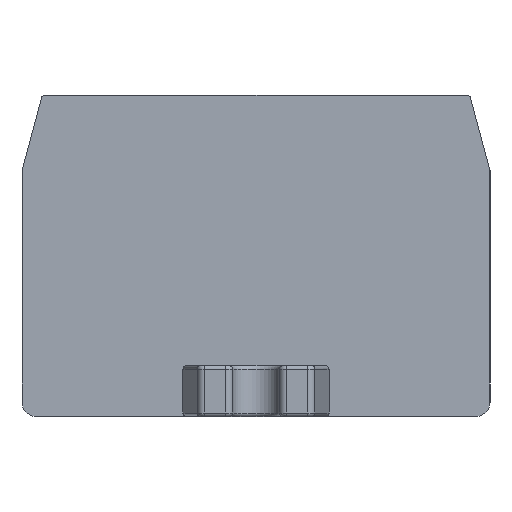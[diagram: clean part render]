
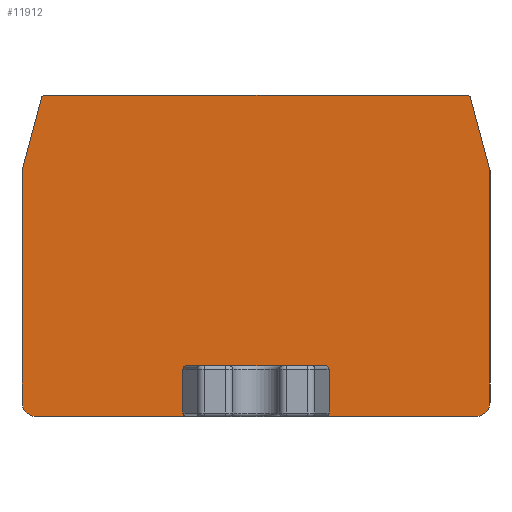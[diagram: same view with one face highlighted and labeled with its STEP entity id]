
A CAD part, front view. The second image highlights one B-rep face of the part: STEP entity #11912.
In plain terms, the highlighted planar face has unit normal (0, -1, 0).
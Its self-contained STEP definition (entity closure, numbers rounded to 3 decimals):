
#186=ELLIPSE('',#12084,0.254,0.25);
#187=ELLIPSE('',#12095,0.254,0.25);
#188=ELLIPSE('',#12142,0.254,0.25);
#189=ELLIPSE('',#12145,0.254,0.25);
#275=CIRCLE('',#12086,1.);
#277=CIRCLE('',#12089,1.);
#302=CIRCLE('',#12135,0.25);
#304=CIRCLE('',#12138,0.25);
#2576=ORIENTED_EDGE('',*,*,#3136,.T.);
#2577=ORIENTED_EDGE('',*,*,#3087,.T.);
#2578=ORIENTED_EDGE('',*,*,#3085,.T.);
#2579=ORIENTED_EDGE('',*,*,#3074,.T.);
#2580=ORIENTED_EDGE('',*,*,#3119,.T.);
#2581=ORIENTED_EDGE('',*,*,#3123,.T.);
#2582=ORIENTED_EDGE('',*,*,#3134,.T.);
#2583=ORIENTED_EDGE('',*,*,#4155,.T.);
#2584=ORIENTED_EDGE('',*,*,#3130,.T.);
#2585=ORIENTED_EDGE('',*,*,#3127,.T.);
#2586=ORIENTED_EDGE('',*,*,#3129,.T.);
#2587=ORIENTED_EDGE('',*,*,#3071,.T.);
#2588=ORIENTED_EDGE('',*,*,#3078,.T.);
#2589=ORIENTED_EDGE('',*,*,#3068,.T.);
#2590=ORIENTED_EDGE('',*,*,#3144,.F.);
#2591=ORIENTED_EDGE('',*,*,#3142,.T.);
#2592=ORIENTED_EDGE('',*,*,#3140,.T.);
#2593=ORIENTED_EDGE('',*,*,#3138,.T.);
#3068=EDGE_CURVE('',#4251,#4250,#186,.F.);
#3071=EDGE_CURVE('',#4254,#4252,#275,.T.);
#3074=EDGE_CURVE('',#4256,#4257,#277,.T.);
#3078=EDGE_CURVE('',#4252,#4251,#5036,.T.);
#3085=EDGE_CURVE('',#4264,#4256,#5041,.T.);
#3087=EDGE_CURVE('',#4265,#4264,#187,.F.);
#3119=EDGE_CURVE('',#4257,#4282,#5053,.T.);
#3123=EDGE_CURVE('',#4282,#4285,#5057,.T.);
#3127=EDGE_CURVE('',#4287,#4289,#5061,.T.);
#3129=EDGE_CURVE('',#4289,#4254,#5063,.T.);
#3130=EDGE_CURVE('',#4290,#4287,#302,.T.);
#3134=EDGE_CURVE('',#4285,#4293,#304,.T.);
#3136=EDGE_CURVE('',#4294,#4265,#5066,.T.);
#3138=EDGE_CURVE('',#4295,#4294,#188,.F.);
#3140=EDGE_CURVE('',#4296,#4295,#5069,.T.);
#3142=EDGE_CURVE('',#4297,#4296,#189,.F.);
#3144=EDGE_CURVE('',#4297,#4250,#5072,.T.);
#4155=EDGE_CURVE('',#4293,#4290,#5823,.T.);
#4250=VERTEX_POINT('',#15292);
#4251=VERTEX_POINT('',#15294);
#4252=VERTEX_POINT('',#15298);
#4254=VERTEX_POINT('',#15301);
#4256=VERTEX_POINT('',#15307);
#4257=VERTEX_POINT('',#15308);
#4264=VERTEX_POINT('',#15327);
#4265=VERTEX_POINT('',#15331);
#4282=VERTEX_POINT('',#15393);
#4285=VERTEX_POINT('',#15401);
#4287=VERTEX_POINT('',#15406);
#4289=VERTEX_POINT('',#15410);
#4290=VERTEX_POINT('',#15417);
#4293=VERTEX_POINT('',#15424);
#4294=VERTEX_POINT('',#15429);
#4295=VERTEX_POINT('',#15433);
#4296=VERTEX_POINT('',#15437);
#4297=VERTEX_POINT('',#15441);
#5036=LINE('',#15315,#5896);
#5041=LINE('',#15326,#5901);
#5053=LINE('',#15395,#5913);
#5057=LINE('',#15402,#5917);
#5061=LINE('',#15411,#5921);
#5063=LINE('',#15414,#5923);
#5066=LINE('',#15428,#5926);
#5069=LINE('',#15436,#5929);
#5072=LINE('',#15444,#5932);
#5823=LINE('',#19193,#6683);
#5896=VECTOR('',#12996,1000.);
#5901=VECTOR('',#13005,1000.);
#5913=VECTOR('',#13091,1000.);
#5917=VECTOR('',#13097,1000.);
#5921=VECTOR('',#13103,1000.);
#5923=VECTOR('',#13107,1000.);
#5926=VECTOR('',#13124,1000.);
#5929=VECTOR('',#13133,1000.);
#5932=VECTOR('',#13142,1000.);
#6683=VECTOR('',#14901,1000.);
#7175=EDGE_LOOP('',(#2576,#2577,#2578,#2579,#2580,#2581,#2582,#2583,#2584,
#2585,#2586,#2587,#2588,#2589,#2590,#2591,#2592,#2593));
#7713=FACE_BOUND('',#7175,.T.);
#8057=PLANE('',#12657);
#11912=ADVANCED_FACE('',(#7713),#8057,.T.);
#12084=AXIS2_PLACEMENT_3D('',#15293,#12975,#12976);
#12086=AXIS2_PLACEMENT_3D('',#15300,#12981,#12982);
#12089=AXIS2_PLACEMENT_3D('',#15306,#12988,#12989);
#12095=AXIS2_PLACEMENT_3D('',#15330,#13009,#13010);
#12135=AXIS2_PLACEMENT_3D('',#15416,#13110,#13111);
#12138=AXIS2_PLACEMENT_3D('',#15425,#13118,#13119);
#12142=AXIS2_PLACEMENT_3D('',#15432,#13128,#13129);
#12145=AXIS2_PLACEMENT_3D('',#15440,#13137,#13138);
#12657=AXIS2_PLACEMENT_3D('',#19214,#14924,#14925);
#12975=DIRECTION('',(0.,-1.,0.));
#12976=DIRECTION('',(1.,0.,0.));
#12981=DIRECTION('',(0.,-1.,0.));
#12982=DIRECTION('',(1.,0.,0.));
#12988=DIRECTION('',(0.,-1.,0.));
#12989=DIRECTION('',(0.,0.,-1.));
#12996=DIRECTION('',(1.,0.,0.));
#13005=DIRECTION('',(1.,0.,0.));
#13009=DIRECTION('',(0.,-1.,0.));
#13010=DIRECTION('',(1.,0.,0.));
#13091=DIRECTION('',(0.,0.,1.));
#13097=DIRECTION('',(-0.259,0.,0.966));
#13103=DIRECTION('',(-0.259,0.,-0.966));
#13107=DIRECTION('',(0.,0.,-1.));
#13110=DIRECTION('',(0.,-1.,0.));
#13111=DIRECTION('',(1.,0.,0.));
#13118=DIRECTION('',(0.,-1.,0.));
#13119=DIRECTION('',(1.,0.,0.));
#13124=DIRECTION('',(0.,0.,-1.));
#13128=DIRECTION('',(0.,-1.,0.));
#13129=DIRECTION('',(-1.,0.,0.));
#13133=DIRECTION('',(1.,0.,0.));
#13137=DIRECTION('',(0.,-1.,0.));
#13138=DIRECTION('',(-1.,0.,0.));
#13142=DIRECTION('',(0.,0.,-1.));
#14901=DIRECTION('',(-1.,0.,0.));
#14924=DIRECTION('',(0.,-1.,0.));
#14925=DIRECTION('',(0.,0.,-1.));
#15292=CARTESIAN_POINT('',(-9.775,-21.15,-4.154));
#15293=CARTESIAN_POINT('',(-9.521,-21.15,-4.154));
#15294=CARTESIAN_POINT('',(-9.521,-21.15,-4.404));
#15298=CARTESIAN_POINT('',(-19.8,-21.15,-4.404));
#15300=CARTESIAN_POINT('',(-19.8,-21.15,-3.404));
#15301=CARTESIAN_POINT('',(-20.8,-21.15,-3.404));
#15306=CARTESIAN_POINT('',(10.25,-21.15,-3.404));
#15307=CARTESIAN_POINT('',(10.25,-21.15,-4.404));
#15308=CARTESIAN_POINT('',(11.25,-21.15,-3.404));
#15315=CARTESIAN_POINT('',(-20.,-21.15,-4.404));
#15326=CARTESIAN_POINT('',(-20.,-21.15,-4.404));
#15327=CARTESIAN_POINT('',(-0.029,-21.15,-4.404));
#15330=CARTESIAN_POINT('',(-0.029,-21.15,-4.154));
#15331=CARTESIAN_POINT('',(0.225,-21.15,-4.154));
#15393=CARTESIAN_POINT('',(11.25,-21.15,12.457));
#15395=CARTESIAN_POINT('',(11.25,-21.15,12.411));
#15401=CARTESIAN_POINT('',(9.922,-21.15,17.415));
#15402=CARTESIAN_POINT('',(9.922,-21.15,17.415));
#15406=CARTESIAN_POINT('',(-19.472,-21.15,17.415));
#15410=CARTESIAN_POINT('',(-20.8,-21.15,12.457));
#15411=CARTESIAN_POINT('',(-19.472,-21.15,17.415));
#15414=CARTESIAN_POINT('',(-20.8,-21.15,-4.574));
#15416=CARTESIAN_POINT('',(-19.23,-21.15,17.35));
#15417=CARTESIAN_POINT('',(-19.23,-21.15,17.6));
#15424=CARTESIAN_POINT('',(9.68,-21.15,17.6));
#15425=CARTESIAN_POINT('',(9.68,-21.15,17.35));
#15428=CARTESIAN_POINT('',(0.225,-21.15,-0.904));
#15429=CARTESIAN_POINT('',(0.225,-21.15,-1.154));
#15432=CARTESIAN_POINT('',(-0.029,-21.15,-1.154));
#15433=CARTESIAN_POINT('',(-0.029,-21.15,-0.904));
#15436=CARTESIAN_POINT('',(-9.775,-21.15,-0.904));
#15437=CARTESIAN_POINT('',(-9.521,-21.15,-0.904));
#15440=CARTESIAN_POINT('',(-9.521,-21.15,-1.154));
#15441=CARTESIAN_POINT('',(-9.775,-21.15,-1.154));
#15444=CARTESIAN_POINT('',(-9.775,-21.15,-0.904));
#19193=CARTESIAN_POINT('',(-19.23,-21.15,17.6));
#19214=CARTESIAN_POINT('',(-20.,-21.15,-4.574));
